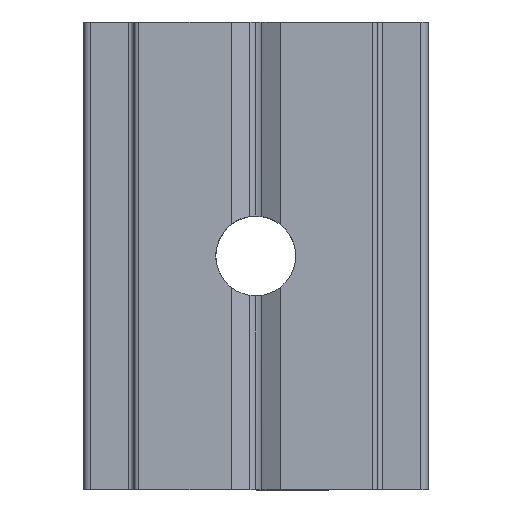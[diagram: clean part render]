
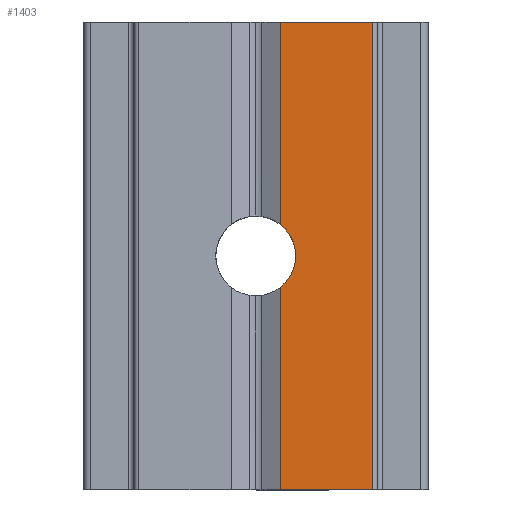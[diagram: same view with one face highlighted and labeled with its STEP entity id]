
A CAD part, top view. The second image highlights one B-rep face of the part: STEP entity #1403.
In plain terms, the highlighted planar face has unit normal (0, 0, 1).
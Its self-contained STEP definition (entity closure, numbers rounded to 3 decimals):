
#9 = LINE ( 'NONE', #1531, #30 ) ;
#11 = CARTESIAN_POINT ( 'NONE',  ( 4.75, -9.5, 1.5 ) ) ;
#30 = VECTOR ( 'NONE', #1839, 1000. ) ;
#57 = LINE ( 'NONE', #1804, #1485 ) ;
#83 = VERTEX_POINT ( 'NONE', #11 ) ;
#109 = AXIS2_PLACEMENT_3D ( 'NONE', #702, #1197, #1003 ) ;
#120 = DIRECTION ( 'NONE',  ( 0., 1., 0. ) ) ;
#125 = VERTEX_POINT ( 'NONE', #575 ) ;
#236 = CARTESIAN_POINT ( 'NONE',  ( 1., 1.276, 1.5 ) ) ;
#278 = AXIS2_PLACEMENT_3D ( 'NONE', #394, #686, #120 ) ;
#344 = VERTEX_POINT ( 'NONE', #1552 ) ;
#394 = CARTESIAN_POINT ( 'NONE',  ( 1., 9.5, 1.5 ) ) ;
#421 = EDGE_CURVE ( 'NONE', #1340, #692, #1584, .T. ) ;
#474 = VECTOR ( 'NONE', #923, 1000. ) ;
#575 = CARTESIAN_POINT ( 'NONE',  ( 1., -9.5, 1.5 ) ) ;
#686 = DIRECTION ( 'NONE',  ( 0., 0., -1. ) ) ;
#692 = VERTEX_POINT ( 'NONE', #236 ) ;
#702 = CARTESIAN_POINT ( 'NONE',  ( 0., 0., 1.5 ) ) ;
#796 = CARTESIAN_POINT ( 'NONE',  ( 1., -1.276, 1.5 ) ) ;
#813 = EDGE_LOOP ( 'NONE', ( #1148, #1392, #1428, #1636, #887, #1322 ) ) ;
#848 = DIRECTION ( 'NONE',  ( 0., -1., 0. ) ) ;
#887 = ORIENTED_EDGE ( 'NONE', *, *, #1640, .F. ) ;
#923 = DIRECTION ( 'NONE',  ( 0., 1., 0. ) ) ;
#941 = LINE ( 'NONE', #1807, #1309 ) ;
#991 = PLANE ( 'NONE',  #278 ) ;
#1003 = DIRECTION ( 'NONE',  ( 0., -1., 0. ) ) ;
#1007 = VECTOR ( 'NONE', #848, 1000. ) ;
#1123 = EDGE_CURVE ( 'NONE', #83, #125, #57, .T. ) ;
#1148 = ORIENTED_EDGE ( 'NONE', *, *, #1275, .F. ) ;
#1157 = CARTESIAN_POINT ( 'NONE',  ( 4.75, 9.5, 1.5 ) ) ;
#1183 = CARTESIAN_POINT ( 'NONE',  ( 1., 9.5, 1.5 ) ) ;
#1197 = DIRECTION ( 'NONE',  ( 0., 0., 1. ) ) ;
#1275 = EDGE_CURVE ( 'NONE', #125, #1340, #9, .T. ) ;
#1309 = VECTOR ( 'NONE', #1528, 1000. ) ;
#1322 = ORIENTED_EDGE ( 'NONE', *, *, #421, .F. ) ;
#1340 = VERTEX_POINT ( 'NONE', #796 ) ;
#1379 = DIRECTION ( 'NONE',  ( -1., 0., 0. ) ) ;
#1384 = LINE ( 'NONE', #1781, #474 ) ;
#1392 = ORIENTED_EDGE ( 'NONE', *, *, #1123, .F. ) ;
#1396 = EDGE_CURVE ( 'NONE', #344, #83, #1406, .T. ) ;
#1403 = ADVANCED_FACE ( 'NONE', ( #1642 ), #991, .F. ) ;
#1406 = LINE ( 'NONE', #1157, #1007 ) ;
#1428 = ORIENTED_EDGE ( 'NONE', *, *, #1396, .F. ) ;
#1485 = VECTOR ( 'NONE', #1379, 1000. ) ;
#1528 = DIRECTION ( 'NONE',  ( -1., 0., 0. ) ) ;
#1531 = CARTESIAN_POINT ( 'NONE',  ( 1., 9.5, 1.5 ) ) ;
#1552 = CARTESIAN_POINT ( 'NONE',  ( 4.75, 9.5, 1.5 ) ) ;
#1584 = CIRCLE ( 'NONE', #109, 1.621 ) ;
#1590 = VERTEX_POINT ( 'NONE', #1183 ) ;
#1636 = ORIENTED_EDGE ( 'NONE', *, *, #1784, .T. ) ;
#1640 = EDGE_CURVE ( 'NONE', #692, #1590, #1384, .T. ) ;
#1642 = FACE_OUTER_BOUND ( 'NONE', #813, .T. ) ;
#1781 = CARTESIAN_POINT ( 'NONE',  ( 1., 9.5, 1.5 ) ) ;
#1784 = EDGE_CURVE ( 'NONE', #344, #1590, #941, .T. ) ;
#1804 = CARTESIAN_POINT ( 'NONE',  ( -7.182, -9.5, 1.5 ) ) ;
#1807 = CARTESIAN_POINT ( 'NONE',  ( -7.182, 9.5, 1.5 ) ) ;
#1839 = DIRECTION ( 'NONE',  ( 0., 1., 0. ) ) ;
